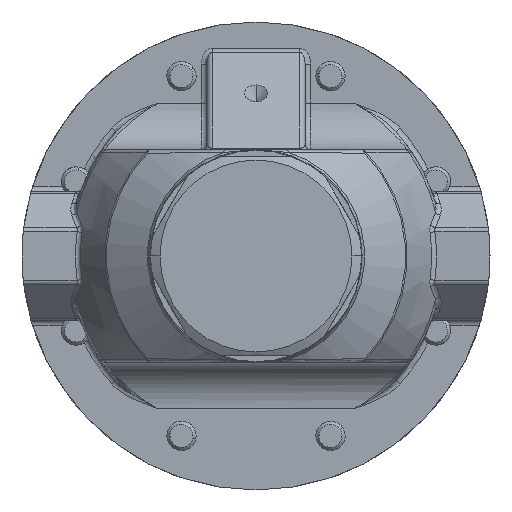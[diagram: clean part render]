
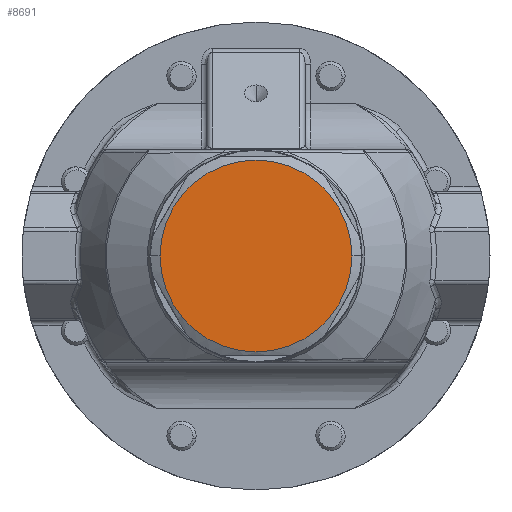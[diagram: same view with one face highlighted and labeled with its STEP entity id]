
A CAD part, front view. The second image highlights one B-rep face of the part: STEP entity #8691.
In plain terms, the highlighted planar face has unit normal (0, -1, 0).
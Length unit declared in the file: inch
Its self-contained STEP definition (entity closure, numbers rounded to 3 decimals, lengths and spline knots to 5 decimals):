
#871 = AXIS2_PLACEMENT_3D ( 'NONE', #7519, #20351, #9369 ) ;
#2641 = EDGE_CURVE ( 'NONE', #18879, #23151, #14332, .T. ) ;
#2825 = ORIENTED_EDGE ( 'NONE', *, *, #19008, .T. ) ;
#3272 = EDGE_LOOP ( 'NONE', ( #4245, #2825 ) ) ;
#4245 = ORIENTED_EDGE ( 'NONE', *, *, #2641, .T. ) ;
#4510 = CIRCLE ( 'NONE', #871, 1.025 ) ;
#6936 = CARTESIAN_POINT ( 'NONE',  ( -1.22687, -2.532, 0. ) ) ;
#7457 = DIRECTION ( 'NONE',  ( 0., -1., 0. ) ) ;
#7519 = CARTESIAN_POINT ( 'NONE',  ( 0., -2.532, 0. ) ) ;
#8691 = ADVANCED_FACE ( 'NONE', ( #8735 ), #17924, .F. ) ;
#8735 = FACE_OUTER_BOUND ( 'NONE', #3272, .T. ) ;
#8775 = DIRECTION ( 'NONE',  ( 0., 1., 0. ) ) ;
#9369 = DIRECTION ( 'NONE',  ( -1., 0., 0. ) ) ;
#14332 = CIRCLE ( 'NONE', #20670, 1.025 ) ;
#17924 = PLANE ( 'NONE',  #18112 ) ;
#18112 = AXIS2_PLACEMENT_3D ( 'NONE', #6936, #8775, #21622 ) ;
#18427 = CARTESIAN_POINT ( 'NONE',  ( 0., -2.532, 0. ) ) ;
#18759 = CARTESIAN_POINT ( 'NONE',  ( 1.025, -2.532, 0. ) ) ;
#18879 = VERTEX_POINT ( 'NONE', #18759 ) ;
#19008 = EDGE_CURVE ( 'NONE', #23151, #18879, #4510, .T. ) ;
#20274 = DIRECTION ( 'NONE',  ( -1., 0., 0. ) ) ;
#20351 = DIRECTION ( 'NONE',  ( 0., -1., 0. ) ) ;
#20670 = AXIS2_PLACEMENT_3D ( 'NONE', #18427, #7457, #20274 ) ;
#21526 = CARTESIAN_POINT ( 'NONE',  ( -1.025, -2.532, 0. ) ) ;
#21622 = DIRECTION ( 'NONE',  ( 1., 0., 0. ) ) ;
#23151 = VERTEX_POINT ( 'NONE', #21526 ) ;
